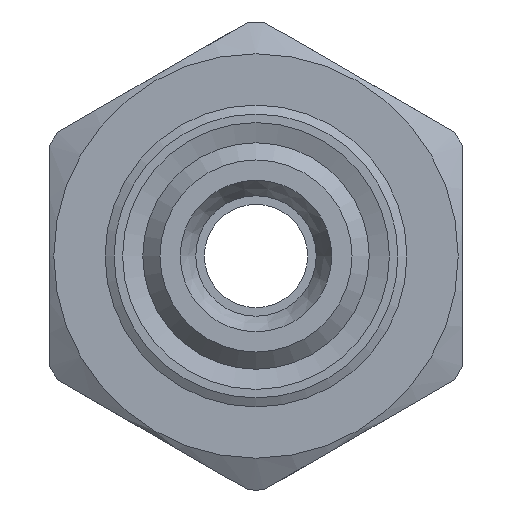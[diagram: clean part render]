
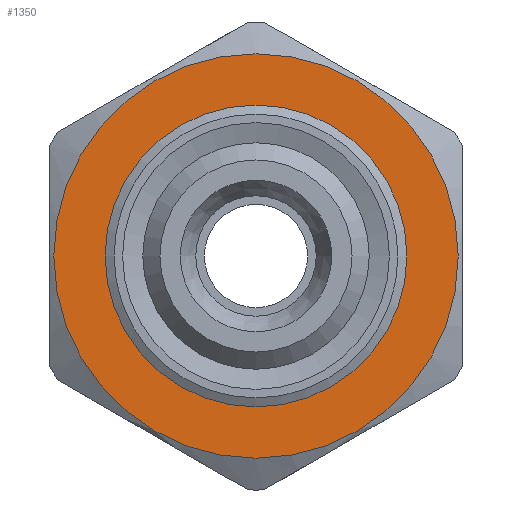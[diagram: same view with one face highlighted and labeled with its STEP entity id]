
A CAD part, left-side view. The second image highlights one B-rep face of the part: STEP entity #1350.
In plain terms, the highlighted planar face has unit normal (-1, 0, 0).
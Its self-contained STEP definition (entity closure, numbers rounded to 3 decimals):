
#220=FACE_BOUND('',#389,.T.);
#285=FACE_OUTER_BOUND('',#388,.T.);
#388=EDGE_LOOP('',(#999));
#389=EDGE_LOOP('',(#1000));
#507=CIRCLE('',#1474,11.75);
#508=CIRCLE('',#1476,8.77);
#617=VERTEX_POINT('',#2183);
#618=VERTEX_POINT('',#2186);
#763=EDGE_CURVE('',#617,#617,#507,.T.);
#764=EDGE_CURVE('',#618,#618,#508,.T.);
#999=ORIENTED_EDGE('',*,*,#763,.F.);
#1000=ORIENTED_EDGE('',*,*,#764,.T.);
#1209=PLANE('',#1475);
#1350=ADVANCED_FACE('',(#285,#220),#1209,.T.);
#1474=AXIS2_PLACEMENT_3D('',#2184,#1743,#1744);
#1475=AXIS2_PLACEMENT_3D('',#2185,#1745,#1746);
#1476=AXIS2_PLACEMENT_3D('',#2187,#1747,#1748);
#1743=DIRECTION('center_axis',(1.,0.,0.));
#1744=DIRECTION('ref_axis',(0.,1.,0.));
#1745=DIRECTION('center_axis',(-1.,0.,0.));
#1746=DIRECTION('ref_axis',(0.,0.,1.));
#1747=DIRECTION('center_axis',(1.,0.,0.));
#1748=DIRECTION('ref_axis',(0.,1.,0.));
#2183=CARTESIAN_POINT('',(10.3,11.75,0.));
#2184=CARTESIAN_POINT('Origin',(10.3,0.,0.));
#2185=CARTESIAN_POINT('Origin',(10.3,10.26,0.));
#2186=CARTESIAN_POINT('',(10.3,8.77,0.));
#2187=CARTESIAN_POINT('Origin',(10.3,0.,0.));
